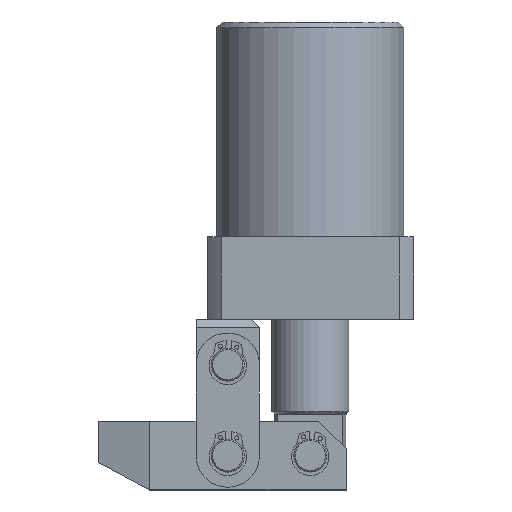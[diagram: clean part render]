
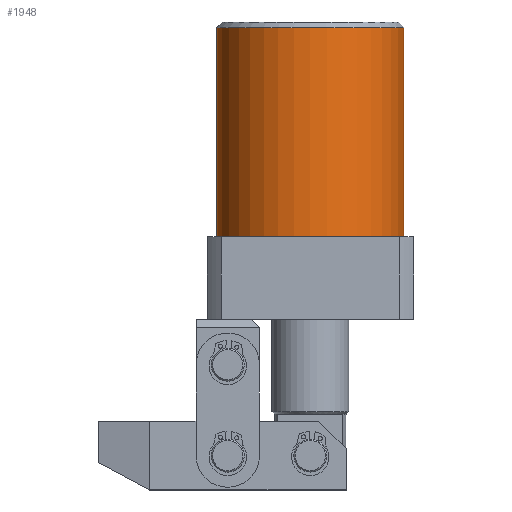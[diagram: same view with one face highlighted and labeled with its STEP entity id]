
A CAD part, front view. The second image highlights one B-rep face of the part: STEP entity #1948.
In plain terms, the highlighted cylindrical face has radius 34 mm (diameter 68 mm), a partial arc.
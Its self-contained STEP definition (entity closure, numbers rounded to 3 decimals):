
#1157 = DIRECTION ( 'NONE',  ( 0., 0., -1. ) ) ;
#1158 = CARTESIAN_POINT ( 'NONE',  ( -34., 0., 108. ) ) ;
#1162 = CARTESIAN_POINT ( 'NONE',  ( 34., 0., 108. ) ) ;
#1163 = DIRECTION ( 'NONE',  ( 0., 0., -1. ) ) ;
#1948 = ADVANCED_FACE ( 'NONE', ( #8183 ), #8184, .T. ) ;
#1991 = VERTEX_POINT ( 'NONE', #2661 ) ;
#1995 = VERTEX_POINT ( 'NONE', #2653 ) ;
#2019 = VERTEX_POINT ( 'NONE', #2928 ) ;
#2449 = DIRECTION ( 'NONE',  ( 1., 0., 0. ) ) ;
#2451 = DIRECTION ( 'NONE',  ( 0., 0., 1. ) ) ;
#2464 = CARTESIAN_POINT ( 'NONE',  ( 0., 0., 30. ) ) ;
#2627 = DIRECTION ( 'NONE',  ( 1., 0., 0. ) ) ;
#2628 = DIRECTION ( 'NONE',  ( 0., 0., -1. ) ) ;
#2629 = CARTESIAN_POINT ( 'NONE',  ( 0., 0., 106. ) ) ;
#2653 = CARTESIAN_POINT ( 'NONE',  ( -34., 0., 106. ) ) ;
#2661 = CARTESIAN_POINT ( 'NONE',  ( 34., 0., 106. ) ) ;
#2766 = DIRECTION ( 'NONE',  ( -1., 0., 0. ) ) ;
#2769 = DIRECTION ( 'NONE',  ( 0., 0., -1. ) ) ;
#2771 = CARTESIAN_POINT ( 'NONE',  ( 0., 0., 108. ) ) ;
#2906 = CARTESIAN_POINT ( 'NONE',  ( -34., 0., 30. ) ) ;
#2928 = CARTESIAN_POINT ( 'NONE',  ( 34., 0., 30. ) ) ;
#3440 = VERTEX_POINT ( 'NONE', #2906 ) ;
#3644 = EDGE_LOOP ( 'NONE', ( #3814, #3813, #3812, #3811 ) ) ;
#3811 = ORIENTED_EDGE ( 'NONE', *, *, #5218, .T. ) ;
#3812 = ORIENTED_EDGE ( 'NONE', *, *, #5169, .T. ) ;
#3813 = ORIENTED_EDGE ( 'NONE', *, *, #5240, .T. ) ;
#3814 = ORIENTED_EDGE ( 'NONE', *, *, #5167, .F. ) ;
#5167 = EDGE_CURVE ( 'NONE', #1991, #2019, #8483, .T. ) ;
#5169 = EDGE_CURVE ( 'NONE', #1995, #3440, #8490, .T. ) ;
#5218 = EDGE_CURVE ( 'NONE', #3440, #2019, #8557, .T. ) ;
#5240 = EDGE_CURVE ( 'NONE', #1991, #1995, #8591, .T. ) ;
#5592 = AXIS2_PLACEMENT_3D ( 'NONE', #2771, #2769, #2766 ) ;
#5709 = AXIS2_PLACEMENT_3D ( 'NONE', #2464, #2451, #2449 ) ;
#5719 = AXIS2_PLACEMENT_3D ( 'NONE', #2629, #2628, #2627 ) ;
#8183 = FACE_OUTER_BOUND ( 'NONE', #3644, .T. ) ;
#8184 = CYLINDRICAL_SURFACE ( 'NONE', #5592, 34. ) ;
#8483 = LINE ( 'NONE', #1162, #8489 ) ;
#8489 = VECTOR ( 'NONE', #1157, 1000. ) ;
#8490 = LINE ( 'NONE', #1158, #8492 ) ;
#8492 = VECTOR ( 'NONE', #1163, 1000. ) ;
#8557 = CIRCLE ( 'NONE', #5709, 34. ) ;
#8591 = CIRCLE ( 'NONE', #5719, 34. ) ;
